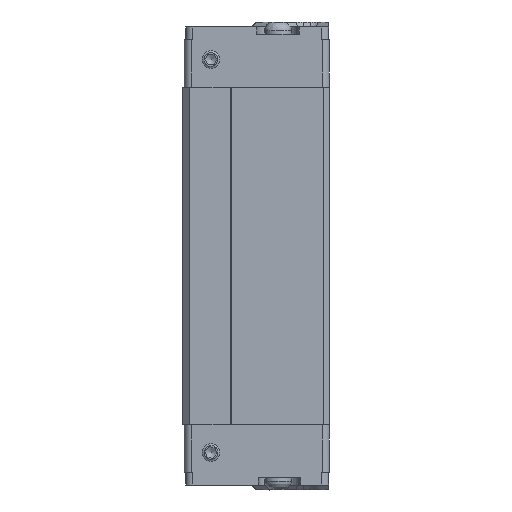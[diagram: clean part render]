
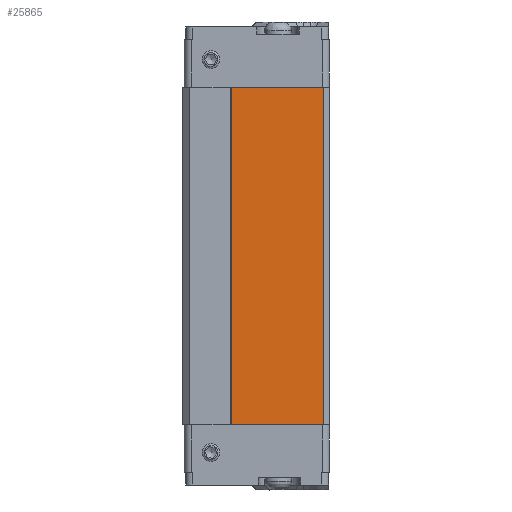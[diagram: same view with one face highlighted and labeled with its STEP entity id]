
A CAD part, left-side view. The second image highlights one B-rep face of the part: STEP entity #25865.
In plain terms, the highlighted planar face has unit normal (-1, 0, 0).
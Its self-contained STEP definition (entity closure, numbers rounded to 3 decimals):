
#1008=FACE_OUTER_BOUND('',#2476,.T.);
#2476=EDGE_LOOP('',(#16619,#16620,#16621,#16622));
#4856=LINE('',#36956,#7474);
#4945=LINE('',#37283,#7563);
#5038=LINE('',#37583,#7656);
#5039=LINE('',#37584,#7657);
#7474=VECTOR('',#29774,13.);
#7563=VECTOR('',#30019,13.);
#7656=VECTOR('',#30276,47.7);
#7657=VECTOR('',#30277,47.7);
#10116=VERTEX_POINT('',#36953);
#10117=VERTEX_POINT('',#36955);
#10276=VERTEX_POINT('',#37280);
#10277=VERTEX_POINT('',#37282);
#12528=EDGE_CURVE('',#10116,#10117,#4856,.T.);
#12688=EDGE_CURVE('',#10277,#10276,#4945,.T.);
#12838=EDGE_CURVE('',#10117,#10276,#5038,.T.);
#12839=EDGE_CURVE('',#10277,#10116,#5039,.T.);
#16619=ORIENTED_EDGE('',*,*,#12688,.T.);
#16620=ORIENTED_EDGE('',*,*,#12838,.F.);
#16621=ORIENTED_EDGE('',*,*,#12528,.F.);
#16622=ORIENTED_EDGE('',*,*,#12839,.F.);
#23422=PLANE('',#27518);
#25865=ADVANCED_FACE('',(#1008),#23422,.F.);
#27518=AXIS2_PLACEMENT_3D('',#37582,#30274,#30275);
#29774=DIRECTION('',(0.,-1.,0.));
#30019=DIRECTION('',(0.,-1.,0.));
#30274=DIRECTION('center_axis',(1.,0.,0.));
#30275=DIRECTION('ref_axis',(0.,0.,-1.));
#30276=DIRECTION('',(0.,0.,-1.));
#30277=DIRECTION('',(0.,0.,1.));
#36953=CARTESIAN_POINT('',(-16.85,6.6,23.85));
#36955=CARTESIAN_POINT('',(-16.85,-6.4,23.85));
#36956=CARTESIAN_POINT('',(-16.85,0.,23.85));
#37280=CARTESIAN_POINT('',(-16.85,-6.4,-23.85));
#37282=CARTESIAN_POINT('',(-16.85,6.6,-23.85));
#37283=CARTESIAN_POINT('',(-16.85,0.,-23.85));
#37582=CARTESIAN_POINT('Origin',(-16.85,-7.25,23.85));
#37583=CARTESIAN_POINT('',(-16.85,-6.4,23.85));
#37584=CARTESIAN_POINT('',(-16.85,6.6,23.85));
